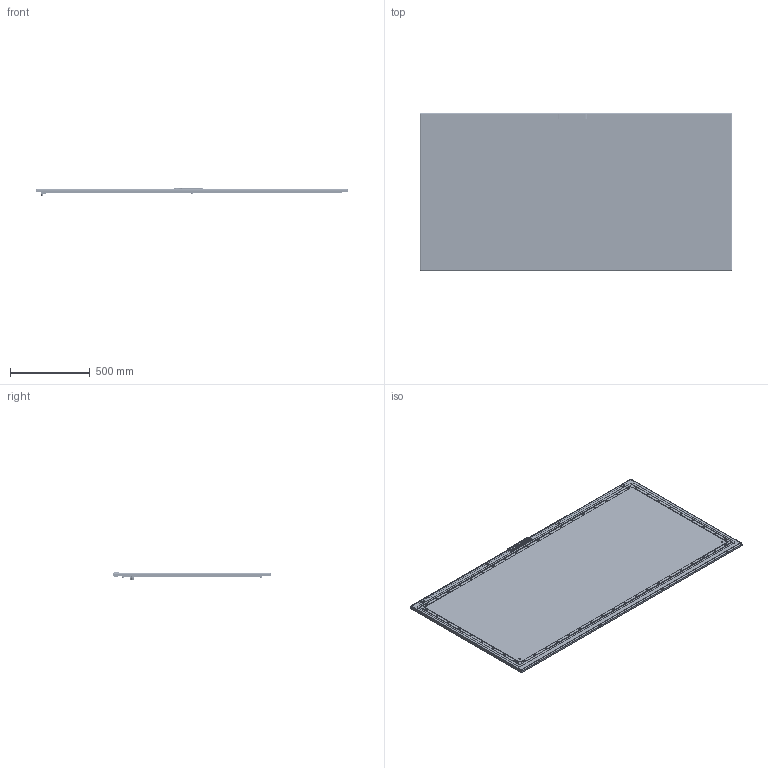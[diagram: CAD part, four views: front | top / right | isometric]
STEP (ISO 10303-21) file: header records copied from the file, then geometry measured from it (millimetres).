
FILE_DESCRIPTION (( 'STEP AP203' ), '1' );
FILE_NAME ('2000x1000.step', '2011-02-16T12:15:54', ( 'User' ), ( 'DKC' ), 'SwSTEP 2.0', 'SolidWorks 2010', '' );
FILE_SCHEMA (( 'CONFIG_CONTROL_DESIGN' ));
Length unit declared in the file: millimetre
Products named in the file (33): Montante verticale + Traversa orizzontale interno porta_Montante verticale 2000; sealant for sviluppo porta quadro_2000x1000; Sviluppo porta quadro_2000x1000; basetta esterna_AC00C506; Sealing ring; linguetta_AC00C387; terminator for door.SLDPRT; AC00C400 Quadro IP55 Guida aste_Default; Hex Flange Bolt M6x10_ISO 4162 - M6 x 12 x 12-S; AC00C183_Default; AC00C184 dado telaio interno porta_Default; ASTINA Superiore_2000; Çåðêàëüíî îòðàçèòüribattino AC00C377; RAMBLOCK montata modificated_Default; maniglia RAM BLOCK modificated_AC00C505; Ingranaggio per cariglione modificated_AC00C388; 2000x1000; Çåðêàëüíî îòðàçèòüterminator for door.SLDPRT; Çåðêàëüíî îòðàçèòüterminator for door.SLDPRT1; Çåðêàëüíî îòðàçèòüboccola AC00C378; Tappo_?????; Wood screw 4.2x13_Tapping screw DIN 7049-ST4.2x13-F-H-S; inserto chiave per maniglia RAM BLOCK_AC00C389; distanziale di gomma per RAM BLOCK_Default; end-cap_AC00C061; Montante verticale + Traversa orizzontale interno porta_Traversa orizzontale-verticale 1000; land; boccola AC00C378; ribattino AC00C377; hinge AC00C170_Default; Sostegno autoallineante per porta AC00C446; Nut M6_Hexagon Nut ISO - 4034 - M6 - S; ASTINA Inferiore_2000
Assembly tree (76 placements, depth 3):
  2000x1000
    sealant for sviluppo porta quadro_2000x1000
    distanziale di gomma per RAM BLOCK_Default  x2
    AC00C184 dado telaio interno porta_Default  x8
    ASTINA Inferiore_2000
    land  x14
    Montante verticale + Traversa orizzontale interno porta_Traversa orizzontale-verticale 1000  x2
    Wood screw 4.2x13_Tapping screw DIN 7049-ST4.2x13-F-H-S  x5
    linguetta_AC00C387
    ASTINA Superiore_2000
    hinge AC00C170_Default  x4
    AC00C183_Default  x4
    Hex Flange Bolt M6x10_ISO 4162 - M6 x 12 x 12-S
    end-cap_AC00C061  x2
    AC00C400 Quadro IP55 Guida aste_Default  x4
    Tappo_?????  x2
    Nut M6_Hexagon Nut ISO - 4034 - M6 - S  x4
    Çåðêàëüíî îòðàçèòüterminator for door.SLDPRT1
      Çåðêàëüíî îòðàçèòüboccola AC00C378
      Çåðêàëüíî îòðàçèòüribattino AC00C377
    Montante verticale + Traversa orizzontale interno porta_Montante verticale 2000  x2
    Sviluppo porta quadro_2000x1000
    RAMBLOCK montata modificated_Default
      Sealing ring
      maniglia RAM BLOCK modificated_AC00C505
      basetta esterna_AC00C506
      inserto chiave per maniglia RAM BLOCK_AC00C389
      Ingranaggio per cariglione modificated_AC00C388
    terminator for door.SLDPRT  x2
      boccola AC00C378
      ribattino AC00C377
    Sostegno autoallineante per porta AC00C446
    Çåðêàëüíî îòðàçèòüterminator for door.SLDPRT
      Çåðêàëüíî îòðàçèòüribattino AC00C377
      Çåðêàëüíî îòðàçèòüboccola AC00C378
Bounding box: 1955 x 994 x 52.66 mm (x, y, z)
Volume: 5277004.2 mm3; surface area: 5288938 mm2
Topology: 87 solids, 87 shells, 9181 faces, 25582 edges, 16688 vertices
Faces by surface type: bspline 3993, cylinder 2450, plane 2187, cone 473, torus 60, sphere 18
Entity records: 88965 total; most frequent: CARTESIAN_POINT 31233, ORIENTED_EDGE 11658, DIRECTION 10271, EDGE_CURVE 5829, VERTEX_POINT 3744, AXIS2_PLACEMENT_3D 3676, VECTOR 2919, LINE 2919
